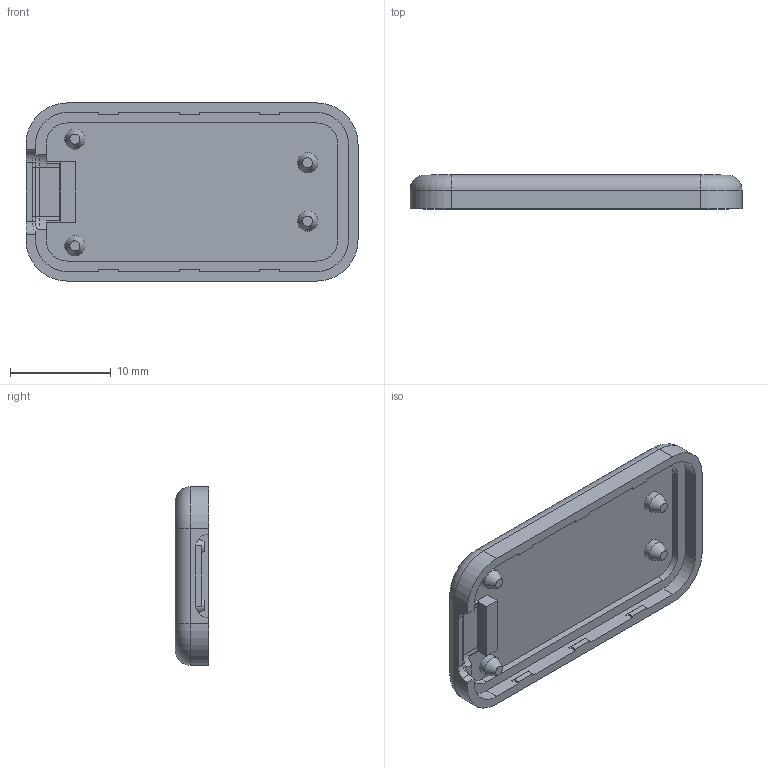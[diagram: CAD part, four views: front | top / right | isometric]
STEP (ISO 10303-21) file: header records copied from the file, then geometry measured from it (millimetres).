
FILE_DESCRIPTION(/* description */ (''),/* implementation_level */ '2;1');
FILE_NAME(/* name */ '2022-08-22 case production top.step',/* time_stamp */ '2022-08-22T15:38:57+02:00',/* author */ (''),/* organization */ (''),/* preprocessor_version */ 'ST-DEVELOPER v19',/* originating_system */ 'Autodesk Translation Framework v11.7.0.108',/* authorisation */ '');
FILE_SCHEMA (('AUTOMOTIVE_DESIGN { 1 0 10303 214 3 1 1 }'));
Length unit declared in the file: millimetre
Products named in the file (1): top
Bounding box: 32.95 x 3.35 x 17.7 mm (x, y, z)
Volume: 929.7 mm3; surface area: 1609 mm2
Topology: 1 solids, 1 shells, 115 faces, 309 edges, 200 vertices
Faces by surface type: plane 73, cylinder 28, torus 6, bspline 4, cone 4
Full cylindrical faces by diameter (mm): 2 x4
Entity records: 3964 total; most frequent: CARTESIAN_POINT 1018, ORIENTED_EDGE 618, DIRECTION 587, EDGE_CURVE 309, LINE 227, VECTOR 227, VERTEX_POINT 200, AXIS2_PLACEMENT_3D 180
